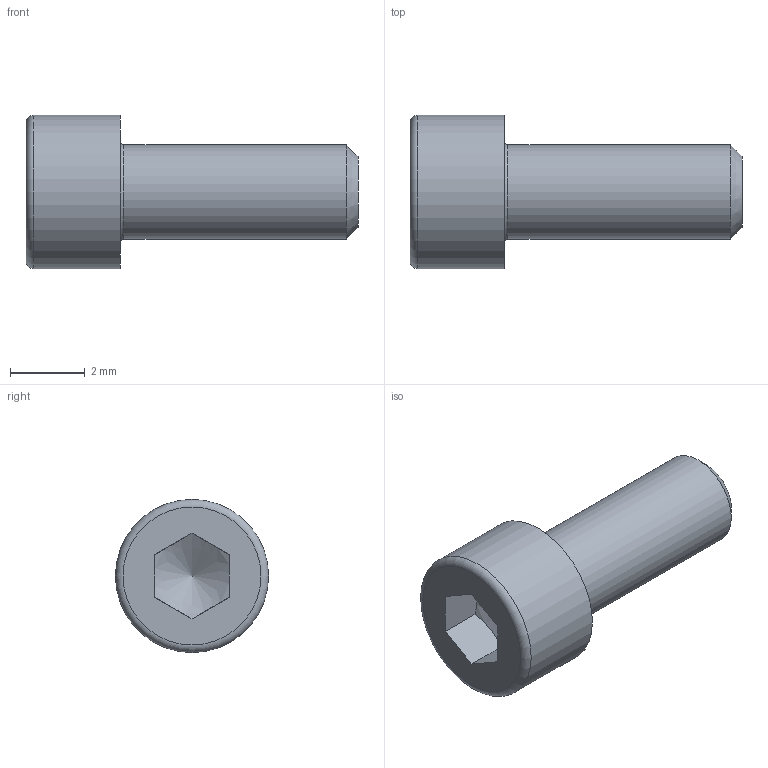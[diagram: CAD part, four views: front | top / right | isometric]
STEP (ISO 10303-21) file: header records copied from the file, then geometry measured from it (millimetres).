
FILE_DESCRIPTION(/* description */ ('Hexagon Socket Head Cap Screw'),/* implementation_level */ '2;1');
FILE_NAME(/* name */ 'ANSI B18.3 - 3-48 UNC - 0.25(31).ipt.step',/* time_stamp */ '2017-01-05T11:50:07-08:00',/* author */ ('Phillip'),/* organization */ (''),/* preprocessor_version */ 'ST-DEVELOPER v16.5',/* originating_system */ 'Autodesk Inventor 2017',/* authorisation */ '');
FILE_SCHEMA (('AUTOMOTIVE_DESIGN { 1 0 10303 214 3 1 1 }'));
Length unit declared in the file: inch
Products named in the file (1): ANSI B18.3 - No. 3 - 48 UNC - 1/4 HS HCS
Bounding box: 8.86 x 4.09 x 4.09 mm (x, y, z)
Volume: 59.4 mm3; surface area: 114.3 mm2
Topology: 1 solids, 1 shells, 15 faces, 32 edges, 20 vertices
Faces by surface type: plane 9, torus 2, cylinder 2, cone 2
Full cylindrical faces by diameter (mm): 2.515 x1, 4.089 x1
Entity records: 388 total; most frequent: CARTESIAN_POINT 72, DIRECTION 58, ORIENTED_EDGE 50, EDGE_CURVE 25, AXIS2_PLACEMENT_3D 23, EDGE_LOOP 22, VERTEX_POINT 19, FACE_OUTER_BOUND 15
